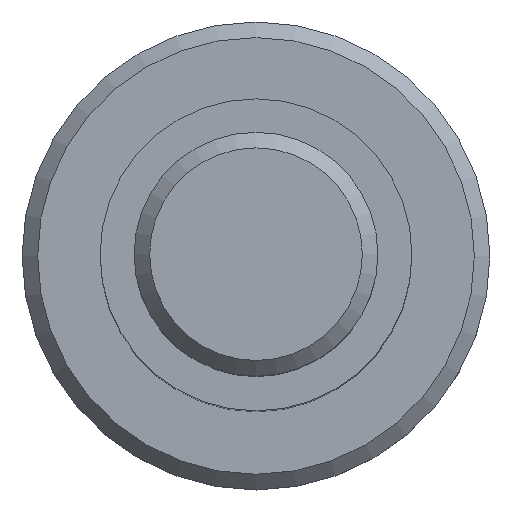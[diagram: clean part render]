
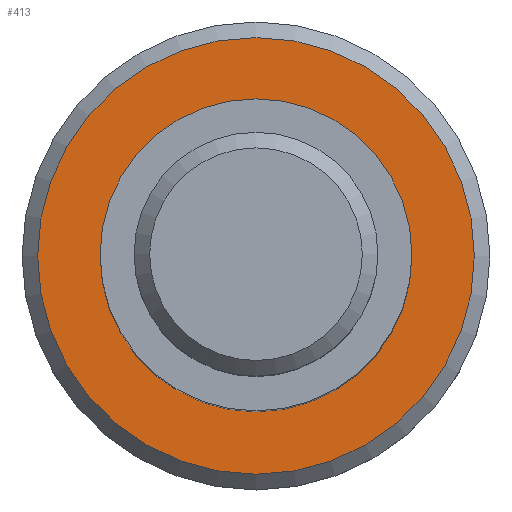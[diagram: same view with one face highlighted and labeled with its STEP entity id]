
A CAD part, top view. The second image highlights one B-rep face of the part: STEP entity #413.
In plain terms, the highlighted planar face has unit normal (0, 0, 1).
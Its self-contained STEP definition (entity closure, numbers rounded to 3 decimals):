
#16=FACE_BOUND('',#76,.T.);
#21=PLANE('',#458);
#47=FACE_OUTER_BOUND('',#75,.T.);
#75=EDGE_LOOP('',(#308));
#76=EDGE_LOOP('',(#309,#310));
#171=CIRCLE('',#457,3.5);
#172=CIRCLE('',#459,1.894);
#173=CIRCLE('',#460,1.894);
#202=VERTEX_POINT('',#666);
#203=VERTEX_POINT('',#670);
#204=VERTEX_POINT('',#671);
#242=EDGE_CURVE('',#202,#202,#171,.T.);
#244=EDGE_CURVE('',#203,#204,#172,.T.);
#245=EDGE_CURVE('',#204,#203,#173,.T.);
#308=ORIENTED_EDGE('',*,*,#242,.F.);
#309=ORIENTED_EDGE('',*,*,#244,.T.);
#310=ORIENTED_EDGE('',*,*,#245,.T.);
#413=ADVANCED_FACE('',(#47,#16),#21,.F.);
#457=AXIS2_PLACEMENT_3D('',#667,#526,#527);
#458=AXIS2_PLACEMENT_3D('',#669,#529,#530);
#459=AXIS2_PLACEMENT_3D('',#672,#531,#532);
#460=AXIS2_PLACEMENT_3D('',#673,#533,#534);
#526=DIRECTION('center_axis',(0.,0.,-1.));
#527=DIRECTION('ref_axis',(-1.,0.,0.));
#529=DIRECTION('center_axis',(0.,0.,-1.));
#530=DIRECTION('ref_axis',(-1.,0.,0.));
#531=DIRECTION('center_axis',(0.,0.,-1.));
#532=DIRECTION('ref_axis',(-1.,0.,0.));
#533=DIRECTION('center_axis',(0.,0.,-1.));
#534=DIRECTION('ref_axis',(-1.,0.,0.));
#666=CARTESIAN_POINT('',(3.5,0.,-10.));
#667=CARTESIAN_POINT('Origin',(0.,0.,-10.));
#669=CARTESIAN_POINT('Origin',(0.,0.,-10.));
#670=CARTESIAN_POINT('',(-1.894,0.,-10.));
#671=CARTESIAN_POINT('',(1.894,0.,-10.));
#672=CARTESIAN_POINT('Origin',(0.,0.,-10.));
#673=CARTESIAN_POINT('Origin',(0.,0.,-10.));
